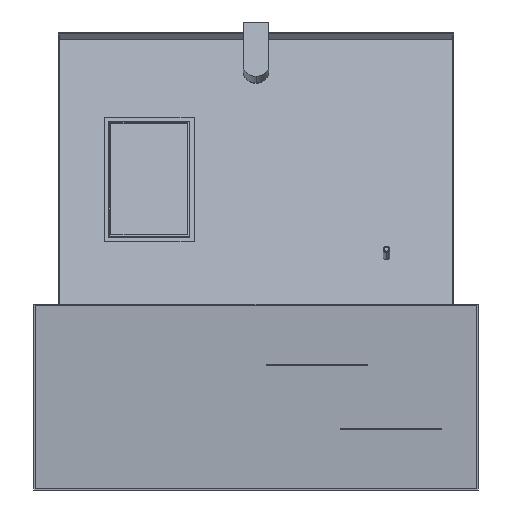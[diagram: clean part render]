
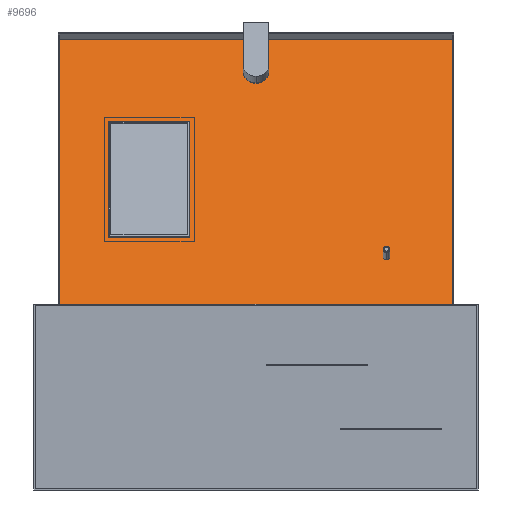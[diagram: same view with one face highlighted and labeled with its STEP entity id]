
A CAD part, left-side view. The second image highlights one B-rep face of the part: STEP entity #9696.
In plain terms, the highlighted face is planar.
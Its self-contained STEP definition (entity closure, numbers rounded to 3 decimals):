
#72 = ORIENTED_EDGE ( 'NONE', *, *, #7181, .F. ) ;
#340 = VECTOR ( 'NONE', #11698, 1000. ) ;
#413 = CARTESIAN_POINT ( 'NONE',  ( 73.5, -116., -1. ) ) ;
#444 = VECTOR ( 'NONE', #4708, 1000. ) ;
#486 = EDGE_LOOP ( 'NONE', ( #801, #72, #2848, #4797 ) ) ;
#514 = VERTEX_POINT ( 'NONE', #1138 ) ;
#557 = LINE ( 'NONE', #2249, #6118 ) ;
#751 = CARTESIAN_POINT ( 'NONE',  ( -114., 0., -1. ) ) ;
#775 = VERTEX_POINT ( 'NONE', #5703 ) ;
#801 = ORIENTED_EDGE ( 'NONE', *, *, #7486, .F. ) ;
#913 = ORIENTED_EDGE ( 'NONE', *, *, #9320, .F. ) ;
#983 = EDGE_LOOP ( 'NONE', ( #3473, #913 ) ) ;
#1077 = AXIS2_PLACEMENT_3D ( 'NONE', #413, #3849, #11453 ) ;
#1138 = CARTESIAN_POINT ( 'NONE',  ( 55., 59., -1. ) ) ;
#1160 = VERTEX_POINT ( 'NONE', #8177 ) ;
#1187 = CARTESIAN_POINT ( 'NONE',  ( 132.5, 0., -1. ) ) ;
#1481 = DIRECTION ( 'NONE',  ( 0., 0., 1. ) ) ;
#1835 = VECTOR ( 'NONE', #6174, 1000. ) ;
#1878 = DIRECTION ( 'NONE',  ( 1., 0., 0. ) ) ;
#2249 = CARTESIAN_POINT ( 'NONE',  ( 55., 0., -1. ) ) ;
#2339 = PLANE ( 'NONE',  #2749 ) ;
#2358 = EDGE_CURVE ( 'NONE', #10557, #6608, #2723, .T. ) ;
#2723 = CIRCLE ( 'NONE', #11385, 11.5 ) ;
#2749 = AXIS2_PLACEMENT_3D ( 'NONE', #6293, #1481, #10601 ) ;
#2759 = CARTESIAN_POINT ( 'NONE',  ( 0., 59., -1. ) ) ;
#2848 = ORIENTED_EDGE ( 'NONE', *, *, #13002, .F. ) ;
#2908 = LINE ( 'NONE', #5540, #7789 ) ;
#2942 = CARTESIAN_POINT ( 'NONE',  ( -132.5, -175., -1. ) ) ;
#3316 = DIRECTION ( 'NONE',  ( 0., 1., 0. ) ) ;
#3358 = CARTESIAN_POINT ( 'NONE',  ( -132.5, 0., -1. ) ) ;
#3409 = CARTESIAN_POINT ( 'NONE',  ( 76.5, -116., -1. ) ) ;
#3432 = CIRCLE ( 'NONE', #1077, 3. ) ;
#3458 = VECTOR ( 'NONE', #4658, 1000. ) ;
#3473 = ORIENTED_EDGE ( 'NONE', *, *, #7933, .F. ) ;
#3481 = CARTESIAN_POINT ( 'NONE',  ( 73.5, -116., -1. ) ) ;
#3849 = DIRECTION ( 'NONE',  ( 0., 0., -1. ) ) ;
#4085 = LINE ( 'NONE', #12115, #340 ) ;
#4115 = CIRCLE ( 'NONE', #4955, 11.5 ) ;
#4222 = ORIENTED_EDGE ( 'NONE', *, *, #4597, .T. ) ;
#4597 = EDGE_CURVE ( 'NONE', #6608, #10557, #4115, .T. ) ;
#4658 = DIRECTION ( 'NONE',  ( 0., -1., 0. ) ) ;
#4708 = DIRECTION ( 'NONE',  ( 1., 0., 0. ) ) ;
#4797 = ORIENTED_EDGE ( 'NONE', *, *, #9758, .F. ) ;
#4866 = VERTEX_POINT ( 'NONE', #13276 ) ;
#4898 = DIRECTION ( 'NONE',  ( 0., 0., 1. ) ) ;
#4955 = AXIS2_PLACEMENT_3D ( 'NONE', #9318, #12729, #8868 ) ;
#4987 = ORIENTED_EDGE ( 'NONE', *, *, #9773, .T. ) ;
#5174 = FACE_OUTER_BOUND ( 'NONE', #486, .T. ) ;
#5318 = VERTEX_POINT ( 'NONE', #8636 ) ;
#5540 = CARTESIAN_POINT ( 'NONE',  ( -55., 0., -1. ) ) ;
#5703 = CARTESIAN_POINT ( 'NONE',  ( 55., 131., -1. ) ) ;
#5845 = FACE_BOUND ( 'NONE', #7326, .T. ) ;
#6005 = EDGE_CURVE ( 'NONE', #514, #775, #557, .T. ) ;
#6118 = VECTOR ( 'NONE', #3316, 1000. ) ;
#6174 = DIRECTION ( 'NONE',  ( 0., 1., 0. ) ) ;
#6190 = EDGE_LOOP ( 'NONE', ( #4987, #8805, #10230, #8937 ) ) ;
#6293 = CARTESIAN_POINT ( 'NONE',  ( 0., 0., -1. ) ) ;
#6382 = CARTESIAN_POINT ( 'NONE',  ( 132.5, 175., -1. ) ) ;
#6608 = VERTEX_POINT ( 'NONE', #751 ) ;
#6686 = CARTESIAN_POINT ( 'NONE',  ( -91., 0., -1. ) ) ;
#6724 = VERTEX_POINT ( 'NONE', #6382 ) ;
#6758 = ORIENTED_EDGE ( 'NONE', *, *, #2358, .T. ) ;
#6822 = AXIS2_PLACEMENT_3D ( 'NONE', #3481, #11073, #11524 ) ;
#7181 = EDGE_CURVE ( 'NONE', #6724, #5318, #10622, .T. ) ;
#7326 = EDGE_LOOP ( 'NONE', ( #6758, #4222 ) ) ;
#7486 = EDGE_CURVE ( 'NONE', #5318, #11644, #11831, .T. ) ;
#7789 = VECTOR ( 'NONE', #11170, 1000. ) ;
#7908 = CARTESIAN_POINT ( 'NONE',  ( 70.5, -116., -1. ) ) ;
#7933 = EDGE_CURVE ( 'NONE', #12438, #13019, #9241, .T. ) ;
#8020 = FACE_BOUND ( 'NONE', #6190, .T. ) ;
#8041 = DIRECTION ( 'NONE',  ( -1., 0., 0. ) ) ;
#8177 = CARTESIAN_POINT ( 'NONE',  ( 132.5, -175., -1. ) ) ;
#8636 = CARTESIAN_POINT ( 'NONE',  ( -132.5, 175., -1. ) ) ;
#8646 = LINE ( 'NONE', #2759, #444 ) ;
#8666 = FACE_BOUND ( 'NONE', #983, .T. ) ;
#8805 = ORIENTED_EDGE ( 'NONE', *, *, #11427, .T. ) ;
#8868 = DIRECTION ( 'NONE',  ( 1., 0., 0. ) ) ;
#8921 = CARTESIAN_POINT ( 'NONE',  ( -55., 131., -1. ) ) ;
#8937 = ORIENTED_EDGE ( 'NONE', *, *, #6005, .T. ) ;
#9241 = CIRCLE ( 'NONE', #6822, 3. ) ;
#9318 = CARTESIAN_POINT ( 'NONE',  ( -102.5, 0., -1. ) ) ;
#9320 = EDGE_CURVE ( 'NONE', #13019, #12438, #3432, .T. ) ;
#9623 = VERTEX_POINT ( 'NONE', #8921 ) ;
#9691 = CARTESIAN_POINT ( 'NONE',  ( -102.5, 0., -1. ) ) ;
#9696 = ADVANCED_FACE ( 'NONE', ( #8020, #5845, #5174, #8666 ), #2339, .F. ) ;
#9758 = EDGE_CURVE ( 'NONE', #11644, #1160, #10183, .T. ) ;
#9773 = EDGE_CURVE ( 'NONE', #775, #9623, #4085, .T. ) ;
#10183 = LINE ( 'NONE', #12756, #12555 ) ;
#10230 = ORIENTED_EDGE ( 'NONE', *, *, #12446, .T. ) ;
#10396 = CARTESIAN_POINT ( 'NONE',  ( 0., 175., -1. ) ) ;
#10491 = LINE ( 'NONE', #1187, #1835 ) ;
#10557 = VERTEX_POINT ( 'NONE', #6686 ) ;
#10601 = DIRECTION ( 'NONE',  ( 1., 0., 0. ) ) ;
#10622 = LINE ( 'NONE', #10396, #10785 ) ;
#10785 = VECTOR ( 'NONE', #8041, 1000. ) ;
#11073 = DIRECTION ( 'NONE',  ( 0., 0., -1. ) ) ;
#11170 = DIRECTION ( 'NONE',  ( 0., -1., 0. ) ) ;
#11385 = AXIS2_PLACEMENT_3D ( 'NONE', #9691, #4898, #1878 ) ;
#11427 = EDGE_CURVE ( 'NONE', #9623, #4866, #2908, .T. ) ;
#11453 = DIRECTION ( 'NONE',  ( 1., 0., 0. ) ) ;
#11524 = DIRECTION ( 'NONE',  ( 1., 0., 0. ) ) ;
#11644 = VERTEX_POINT ( 'NONE', #2942 ) ;
#11698 = DIRECTION ( 'NONE',  ( -1., 0., 0. ) ) ;
#11831 = LINE ( 'NONE', #3358, #3458 ) ;
#11907 = DIRECTION ( 'NONE',  ( 1., 0., 0. ) ) ;
#12115 = CARTESIAN_POINT ( 'NONE',  ( 0., 131., -1. ) ) ;
#12438 = VERTEX_POINT ( 'NONE', #3409 ) ;
#12446 = EDGE_CURVE ( 'NONE', #4866, #514, #8646, .T. ) ;
#12555 = VECTOR ( 'NONE', #11907, 1000. ) ;
#12729 = DIRECTION ( 'NONE',  ( 0., 0., 1. ) ) ;
#12756 = CARTESIAN_POINT ( 'NONE',  ( 0., -175., -1. ) ) ;
#13002 = EDGE_CURVE ( 'NONE', #1160, #6724, #10491, .T. ) ;
#13019 = VERTEX_POINT ( 'NONE', #7908 ) ;
#13276 = CARTESIAN_POINT ( 'NONE',  ( -55., 59., -1. ) ) ;
